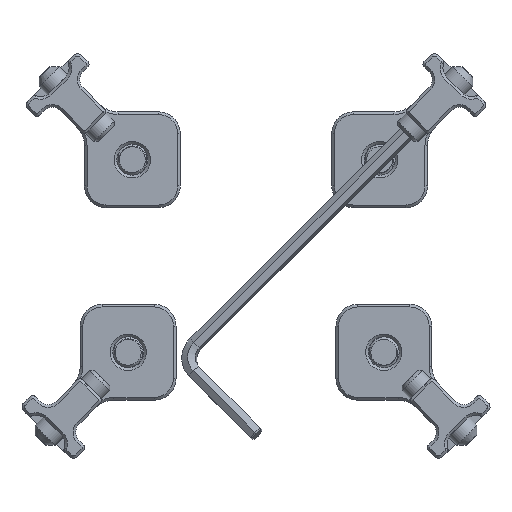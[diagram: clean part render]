
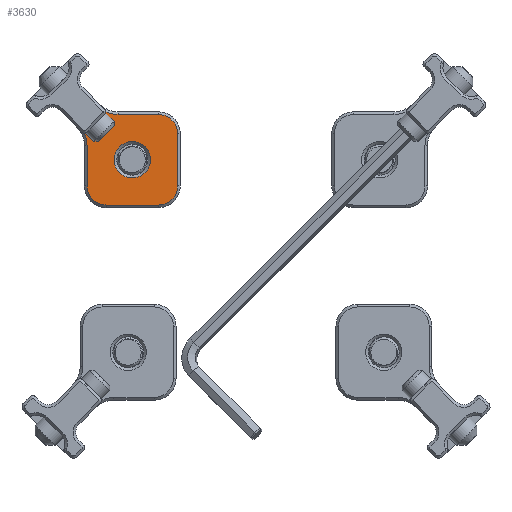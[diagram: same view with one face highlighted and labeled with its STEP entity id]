
A CAD part, front view. The second image highlights one B-rep face of the part: STEP entity #3630.
In plain terms, the highlighted planar face has unit normal (0, -1, 0).
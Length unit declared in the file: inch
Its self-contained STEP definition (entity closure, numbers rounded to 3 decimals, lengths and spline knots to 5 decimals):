
#62 = LINE ( 'NONE', #3443, #2813 ) ;
#139 = EDGE_CURVE ( 'NONE', #467, #7066, #1982, .T. ) ;
#238 = EDGE_CURVE ( 'NONE', #3764, #9463, #8263, .T. ) ;
#245 = CARTESIAN_POINT ( 'NONE',  ( 0.0725, 0., -0.31641 ) ) ;
#369 = CIRCLE ( 'NONE', #7861, 0.11 ) ;
#386 = EDGE_CURVE ( 'NONE', #3098, #7095, #8824, .T. ) ;
#467 = VERTEX_POINT ( 'NONE', #2962 ) ;
#565 = CIRCLE ( 'NONE', #2605, 0.1045 ) ;
#602 = CARTESIAN_POINT ( 'NONE',  ( 0., 0., 0. ) ) ;
#603 = ORIENTED_EDGE ( 'NONE', *, *, #7092, .T. ) ;
#826 = CARTESIAN_POINT ( 'NONE',  ( 0.2425, 0., -0.35854 ) ) ;
#876 = DIRECTION ( 'NONE',  ( 0.707, 0., 0.707 ) ) ;
#900 = ORIENTED_EDGE ( 'NONE', *, *, #139, .T. ) ;
#954 = CIRCLE ( 'NONE', #5524, 0.02 ) ;
#995 = CARTESIAN_POINT ( 'NONE',  ( 0.0725, 0., -0.29641 ) ) ;
#1145 = EDGE_CURVE ( 'NONE', #1671, #2481, #369, .T. ) ;
#1173 = DIRECTION ( 'NONE',  ( 0., 0., 1. ) ) ;
#1217 = ORIENTED_EDGE ( 'NONE', *, *, #5218, .T. ) ;
#1256 = DIRECTION ( 'NONE',  ( 1., 0., 0. ) ) ;
#1522 = CARTESIAN_POINT ( 'NONE',  ( 0., 0., 0.21213 ) ) ;
#1530 = CARTESIAN_POINT ( 'NONE',  ( -0.07778, 0., 0.28991 ) ) ;
#1536 = DIRECTION ( 'NONE',  ( 0., 0., 1. ) ) ;
#1576 = AXIS2_PLACEMENT_3D ( 'NONE', #826, #6028, #1536 ) ;
#1602 = VECTOR ( 'NONE', #7161, 39.37008 ) ;
#1671 = VERTEX_POINT ( 'NONE', #2502 ) ;
#1831 = VECTOR ( 'NONE', #2072, 39.37008 ) ;
#1850 = ORIENTED_EDGE ( 'NONE', *, *, #7275, .T. ) ;
#1982 = CIRCLE ( 'NONE', #1576, 0.165 ) ;
#1984 = PLANE ( 'NONE',  #5551 ) ;
#2072 = DIRECTION ( 'NONE',  ( -0.707, 0., -0.707 ) ) ;
#2299 = DIRECTION ( 'NONE',  ( 0., 0., 1. ) ) ;
#2466 = EDGE_LOOP ( 'NONE', ( #6704, #9278, #4333, #7964, #603, #900, #1217, #7520, #1850, #3223, #6781, #4575 ) ) ;
#2471 = DIRECTION ( 'NONE',  ( 0., 0., 1. ) ) ;
#2481 = VERTEX_POINT ( 'NONE', #1530 ) ;
#2502 = CARTESIAN_POINT ( 'NONE',  ( 0.07778, 0., 0.28991 ) ) ;
#2605 = AXIS2_PLACEMENT_3D ( 'NONE', #7323, #2925, #8067 ) ;
#2660 = DIRECTION ( 'NONE',  ( 0., 1., 0. ) ) ;
#2726 = EDGE_CURVE ( 'NONE', #2481, #5912, #7772, .T. ) ;
#2813 = VECTOR ( 'NONE', #6283, 39.37008 ) ;
#2857 = LINE ( 'NONE', #6395, #1602 ) ;
#2925 = DIRECTION ( 'NONE',  ( 0., 1., 0. ) ) ;
#2930 = CARTESIAN_POINT ( 'NONE',  ( 0.28991, 0., -0.07778 ) ) ;
#2945 = AXIS2_PLACEMENT_3D ( 'NONE', #245, #5417, #2471 ) ;
#2962 = CARTESIAN_POINT ( 'NONE',  ( 0.08719, 0., -0.30283 ) ) ;
#3005 = DIRECTION ( 'NONE',  ( 0., 0., 1. ) ) ;
#3098 = VERTEX_POINT ( 'NONE', #9458 ) ;
#3108 = DIRECTION ( 'NONE',  ( 0., 0., 1. ) ) ;
#3113 = DIRECTION ( 'NONE',  ( 0., -1., 0. ) ) ;
#3163 = CARTESIAN_POINT ( 'NONE',  ( 0.28991, 0., -0.07778 ) ) ;
#3172 = CARTESIAN_POINT ( 'NONE',  ( 0.21213, 0., 0. ) ) ;
#3223 = ORIENTED_EDGE ( 'NONE', *, *, #1145, .T. ) ;
#3235 = EDGE_CURVE ( 'NONE', #4051, #4051, #565, .T. ) ;
#3292 = AXIS2_PLACEMENT_3D ( 'NONE', #8950, #3113, #2299 ) ;
#3443 = CARTESIAN_POINT ( 'NONE',  ( 0.07778, 0., 0.28991 ) ) ;
#3447 = FACE_OUTER_BOUND ( 'NONE', #2466, .T. ) ;
#3454 = EDGE_CURVE ( 'NONE', #4186, #3764, #2857, .T. ) ;
#3510 = CARTESIAN_POINT ( 'NONE',  ( 0., 0., -0.29641 ) ) ;
#3595 = VECTOR ( 'NONE', #1256, 39.37008 ) ;
#3630 = ADVANCED_FACE ( 'NONE', ( #4140, #3447 ), #1984, .F. ) ;
#3764 = VERTEX_POINT ( 'NONE', #8156 ) ;
#4051 = VERTEX_POINT ( 'NONE', #4433 ) ;
#4073 = CARTESIAN_POINT ( 'NONE',  ( -0.2425, 0., -0.35854 ) ) ;
#4120 = CARTESIAN_POINT ( 'NONE',  ( -0.0725, 0., -0.31641 ) ) ;
#4140 = FACE_BOUND ( 'NONE', #7028, .T. ) ;
#4186 = VERTEX_POINT ( 'NONE', #6185 ) ;
#4333 = ORIENTED_EDGE ( 'NONE', *, *, #8734, .T. ) ;
#4359 = VECTOR ( 'NONE', #876, 39.37008 ) ;
#4433 = CARTESIAN_POINT ( 'NONE',  ( 0., 0., 0.1045 ) ) ;
#4575 = ORIENTED_EDGE ( 'NONE', *, *, #4642, .T. ) ;
#4642 = EDGE_CURVE ( 'NONE', #5912, #4186, #8762, .T. ) ;
#4685 = CIRCLE ( 'NONE', #2945, 0.02 ) ;
#4829 = DIRECTION ( 'NONE',  ( 0., 0., 1. ) ) ;
#5110 = DIRECTION ( 'NONE',  ( 0., 0., 1. ) ) ;
#5167 = VERTEX_POINT ( 'NONE', #6040 ) ;
#5218 = EDGE_CURVE ( 'NONE', #7066, #8924, #7956, .T. ) ;
#5417 = DIRECTION ( 'NONE',  ( 0., 1., 0. ) ) ;
#5441 = ORIENTED_EDGE ( 'NONE', *, *, #3235, .T. ) ;
#5524 = AXIS2_PLACEMENT_3D ( 'NONE', #4120, #2660, #1173 ) ;
#5551 = AXIS2_PLACEMENT_3D ( 'NONE', #602, #9519, #5110 ) ;
#5835 = AXIS2_PLACEMENT_3D ( 'NONE', #3172, #9051, #3108 ) ;
#5912 = VERTEX_POINT ( 'NONE', #7954 ) ;
#6028 = DIRECTION ( 'NONE',  ( 0., 1., 0. ) ) ;
#6040 = CARTESIAN_POINT ( 'NONE',  ( 0.28991, 0., 0.07778 ) ) ;
#6185 = CARTESIAN_POINT ( 'NONE',  ( -0.28991, 0., -0.07778 ) ) ;
#6283 = DIRECTION ( 'NONE',  ( -0.707, 0., 0.707 ) ) ;
#6380 = CIRCLE ( 'NONE', #5835, 0.11 ) ;
#6395 = CARTESIAN_POINT ( 'NONE',  ( -0.18385, 0., -0.18385 ) ) ;
#6513 = CARTESIAN_POINT ( 'NONE',  ( -0.18385, 0., 0.18385 ) ) ;
#6704 = ORIENTED_EDGE ( 'NONE', *, *, #3454, .T. ) ;
#6733 = AXIS2_PLACEMENT_3D ( 'NONE', #4073, #9259, #4829 ) ;
#6781 = ORIENTED_EDGE ( 'NONE', *, *, #2726, .T. ) ;
#7028 = EDGE_LOOP ( 'NONE', ( #5441 ) ) ;
#7066 = VERTEX_POINT ( 'NONE', #9129 ) ;
#7092 = EDGE_CURVE ( 'NONE', #7095, #467, #4685, .T. ) ;
#7095 = VERTEX_POINT ( 'NONE', #995 ) ;
#7161 = DIRECTION ( 'NONE',  ( 0.707, 0., -0.707 ) ) ;
#7275 = EDGE_CURVE ( 'NONE', #5167, #1671, #62, .T. ) ;
#7323 = CARTESIAN_POINT ( 'NONE',  ( 0., 0., 0. ) ) ;
#7471 = DIRECTION ( 'NONE',  ( 0., -1., 0. ) ) ;
#7520 = ORIENTED_EDGE ( 'NONE', *, *, #9017, .T. ) ;
#7772 = LINE ( 'NONE', #6513, #1831 ) ;
#7861 = AXIS2_PLACEMENT_3D ( 'NONE', #1522, #7471, #3005 ) ;
#7954 = CARTESIAN_POINT ( 'NONE',  ( -0.28991, 0., 0.07778 ) ) ;
#7956 = LINE ( 'NONE', #3163, #4359 ) ;
#7964 = ORIENTED_EDGE ( 'NONE', *, *, #386, .T. ) ;
#8067 = DIRECTION ( 'NONE',  ( 0., 0., 1. ) ) ;
#8156 = CARTESIAN_POINT ( 'NONE',  ( -0.12583, 0., -0.24187 ) ) ;
#8263 = CIRCLE ( 'NONE', #6733, 0.165 ) ;
#8734 = EDGE_CURVE ( 'NONE', #9463, #3098, #954, .T. ) ;
#8760 = CARTESIAN_POINT ( 'NONE',  ( -0.08719, 0., -0.30283 ) ) ;
#8762 = CIRCLE ( 'NONE', #3292, 0.11 ) ;
#8824 = LINE ( 'NONE', #3510, #3595 ) ;
#8924 = VERTEX_POINT ( 'NONE', #2930 ) ;
#8950 = CARTESIAN_POINT ( 'NONE',  ( -0.21213, 0., 0. ) ) ;
#9017 = EDGE_CURVE ( 'NONE', #8924, #5167, #6380, .T. ) ;
#9051 = DIRECTION ( 'NONE',  ( 0., -1., 0. ) ) ;
#9129 = CARTESIAN_POINT ( 'NONE',  ( 0.12583, 0., -0.24187 ) ) ;
#9259 = DIRECTION ( 'NONE',  ( 0., 1., 0. ) ) ;
#9278 = ORIENTED_EDGE ( 'NONE', *, *, #238, .T. ) ;
#9458 = CARTESIAN_POINT ( 'NONE',  ( -0.0725, 0., -0.29641 ) ) ;
#9463 = VERTEX_POINT ( 'NONE', #8760 ) ;
#9519 = DIRECTION ( 'NONE',  ( 0., 1., 0. ) ) ;
